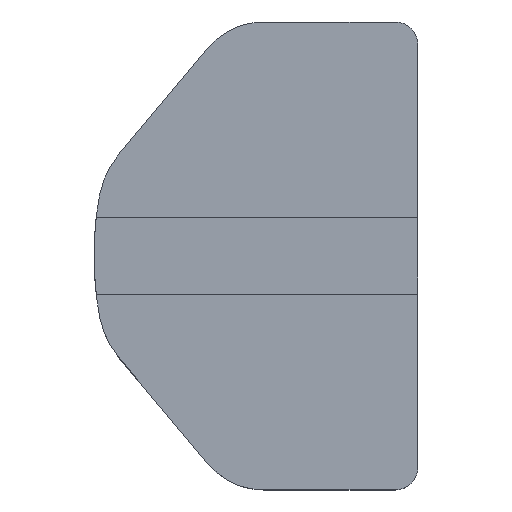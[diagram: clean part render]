
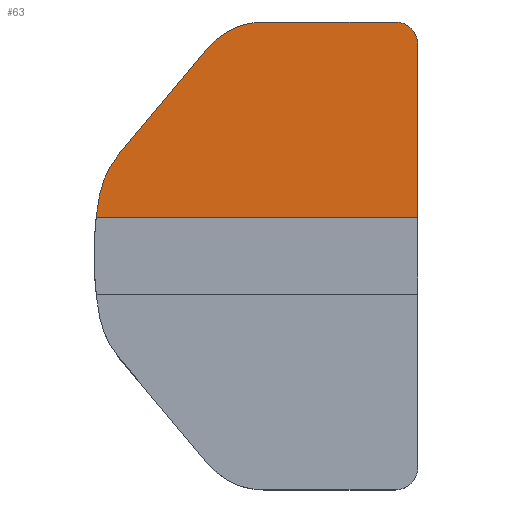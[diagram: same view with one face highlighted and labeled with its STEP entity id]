
A CAD part, top view. The second image highlights one B-rep face of the part: STEP entity #63.
In plain terms, the highlighted planar face has unit normal (0, 0, 1).
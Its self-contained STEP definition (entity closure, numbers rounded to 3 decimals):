
#63=ADVANCED_FACE('',(#118),#101,.F.);
#101=PLANE('',#682);
#118=FACE_OUTER_BOUND('',#153,.T.);
#153=EDGE_LOOP('',(#236,#237,#238,#239,#240,#241,#242,#243));
#194=CIRCLE('',#678,5.);
#195=CIRCLE('',#679,16.);
#196=CIRCLE('',#680,20.);
#197=CIRCLE('',#681,72.5);
#236=ORIENTED_EDGE('',*,*,#467,.F.);
#237=ORIENTED_EDGE('',*,*,#468,.T.);
#238=ORIENTED_EDGE('',*,*,#469,.T.);
#239=ORIENTED_EDGE('',*,*,#470,.F.);
#240=ORIENTED_EDGE('',*,*,#471,.T.);
#241=ORIENTED_EDGE('',*,*,#472,.T.);
#242=ORIENTED_EDGE('',*,*,#473,.T.);
#243=ORIENTED_EDGE('',*,*,#474,.F.);
#412=VERTEX_POINT('',#979);
#413=VERTEX_POINT('',#980);
#414=VERTEX_POINT('',#982);
#415=VERTEX_POINT('',#984);
#416=VERTEX_POINT('',#986);
#417=VERTEX_POINT('',#988);
#418=VERTEX_POINT('',#990);
#419=VERTEX_POINT('',#992);
#467=EDGE_CURVE('',#412,#413,#555,.T.);
#468=EDGE_CURVE('',#412,#414,#556,.T.);
#469=EDGE_CURVE('',#414,#415,#194,.T.);
#470=EDGE_CURVE('',#416,#415,#557,.T.);
#471=EDGE_CURVE('',#416,#417,#195,.T.);
#472=EDGE_CURVE('',#417,#418,#558,.T.);
#473=EDGE_CURVE('',#418,#419,#196,.T.);
#474=EDGE_CURVE('',#413,#419,#197,.T.);
#555=LINE('',#978,#600);
#556=LINE('',#981,#601);
#557=LINE('',#985,#602);
#558=LINE('',#989,#603);
#600=VECTOR('',#766,1.);
#601=VECTOR('',#767,1.);
#602=VECTOR('',#770,1.);
#603=VECTOR('',#773,1.);
#678=AXIS2_PLACEMENT_3D('',#983,#768,#769);
#679=AXIS2_PLACEMENT_3D('',#987,#771,#772);
#680=AXIS2_PLACEMENT_3D('',#991,#774,#775);
#681=AXIS2_PLACEMENT_3D('',#993,#776,#777);
#682=AXIS2_PLACEMENT_3D('',#994,#778,#779);
#766=DIRECTION('',(-1.,0.,0.));
#767=DIRECTION('',(0.,1.,0.));
#768=DIRECTION('',(0.,0.,1.));
#769=DIRECTION('',(-1.,0.,0.));
#770=DIRECTION('',(1.,0.,0.));
#771=DIRECTION('',(0.,0.,1.));
#772=DIRECTION('',(-1.,0.,0.));
#773=DIRECTION('',(-0.643,-0.766,0.));
#774=DIRECTION('',(0.,0.,1.));
#775=DIRECTION('',(-1.,0.,0.));
#776=DIRECTION('',(0.,0.,-1.));
#777=DIRECTION('',(-1.,0.,0.));
#778=DIRECTION('',(0.,0.,-1.));
#779=DIRECTION('',(-1.,0.,0.));
#978=CARTESIAN_POINT('',(-72.,8.5,0.));
#979=CARTESIAN_POINT('',(0.,8.5,0.));
#980=CARTESIAN_POINT('',(-71.5,8.5,0.));
#981=CARTESIAN_POINT('',(0.,-52.,0.));
#982=CARTESIAN_POINT('',(0.,47.,0.));
#983=CARTESIAN_POINT('',(-5.,47.,0.));
#984=CARTESIAN_POINT('',(-5.,52.,0.));
#985=CARTESIAN_POINT('',(-72.,52.,0.));
#986=CARTESIAN_POINT('',(-34.331,52.,0.));
#987=CARTESIAN_POINT('',(-34.331,36.,0.));
#988=CARTESIAN_POINT('',(-46.588,46.285,0.));
#989=CARTESIAN_POINT('',(-41.792,52.,0.));
#990=CARTESIAN_POINT('',(-66.393,22.682,0.));
#991=CARTESIAN_POINT('',(-51.072,9.826,0.));
#992=CARTESIAN_POINT('',(-70.719,13.57,0.));
#993=CARTESIAN_POINT('',(0.5,0.,0.));
#994=CARTESIAN_POINT('',(-72.,8.475,0.));
